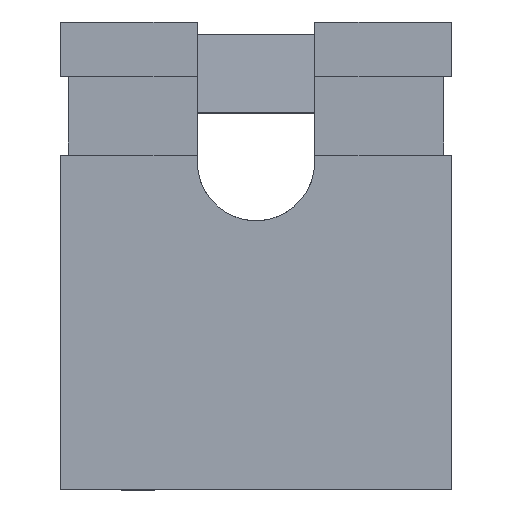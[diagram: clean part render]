
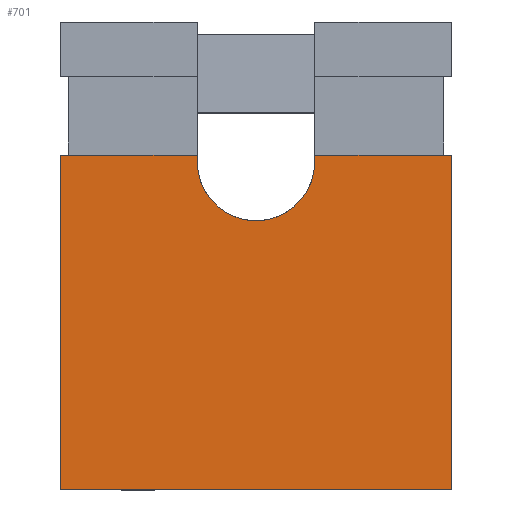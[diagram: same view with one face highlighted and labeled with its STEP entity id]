
A CAD part, front view. The second image highlights one B-rep face of the part: STEP entity #701.
In plain terms, the highlighted planar face has unit normal (0, -1, 0).
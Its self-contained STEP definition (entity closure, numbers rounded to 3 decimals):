
#701 = ADVANCED_FACE( '', ( #1373 ), #1374, .F. );
#1373 = FACE_OUTER_BOUND( '', #2033, .T. );
#1374 = PLANE( '', #2034 );
#2033 = EDGE_LOOP( '', ( #3955, #3956, #3957, #3958, #3959, #3960, #3961, #3962 ) );
#2034 = AXIS2_PLACEMENT_3D( '', #3963, #3964, #3965 );
#3955 = ORIENTED_EDGE( '', *, *, #4230, .F. );
#3956 = ORIENTED_EDGE( '', *, *, #4926, .F. );
#3957 = ORIENTED_EDGE( '', *, *, #4610, .F. );
#3958 = ORIENTED_EDGE( '', *, *, #4964, .F. );
#3959 = ORIENTED_EDGE( '', *, *, #4413, .F. );
#3960 = ORIENTED_EDGE( '', *, *, #4275, .F. );
#3961 = ORIENTED_EDGE( '', *, *, #4885, .F. );
#3962 = ORIENTED_EDGE( '', *, *, #4738, .F. );
#3963 = CARTESIAN_POINT( '', ( 0., -7.62, 0. ) );
#3964 = DIRECTION( '', ( 0., 1., 0. ) );
#3965 = DIRECTION( '', ( 0., 0., 1. ) );
#4230 = EDGE_CURVE( '', #5093, #5095, #5096, .T. );
#4275 = EDGE_CURVE( '', #5172, #5174, #5175, .T. );
#4413 = EDGE_CURVE( '', #5174, #5414, #5415, .T. );
#4610 = EDGE_CURVE( '', #5720, #5722, #5723, .T. );
#4738 = EDGE_CURVE( '', #5095, #5899, #5900, .T. );
#4885 = EDGE_CURVE( '', #5899, #5172, #6091, .T. );
#4926 = EDGE_CURVE( '', #5722, #5093, #6134, .T. );
#4964 = EDGE_CURVE( '', #5414, #5720, #6174, .T. );
#5093 = VERTEX_POINT( '', #6345 );
#5095 = VERTEX_POINT( '', #6348 );
#5096 = CIRCLE( '', #6349, 0.75 );
#5172 = VERTEX_POINT( '', #6460 );
#5174 = VERTEX_POINT( '', #6463 );
#5175 = LINE( '', #6464, #6465 );
#5414 = VERTEX_POINT( '', #6830 );
#5415 = LINE( '', #6831, #6832 );
#5720 = VERTEX_POINT( '', #7289 );
#5722 = VERTEX_POINT( '', #7292 );
#5723 = LINE( '', #7293, #7294 );
#5899 = VERTEX_POINT( '', #7550 );
#5900 = LINE( '', #7551, #7552 );
#6091 = LINE( '', #7843, #7844 );
#6134 = LINE( '', #7910, #7911 );
#6174 = LINE( '', #7968, #7969 );
#6345 = CARTESIAN_POINT( '', ( -0.75, -7.62, 1.2 ) );
#6348 = CARTESIAN_POINT( '', ( 0.75, -7.62, 1.2 ) );
#6349 = AXIS2_PLACEMENT_3D( '', #8056, #8057, #8058 );
#6460 = CARTESIAN_POINT( '', ( 2.5, -7.62, 1.29 ) );
#6463 = CARTESIAN_POINT( '', ( 2.5, -7.62, -2.99 ) );
#6464 = CARTESIAN_POINT( '', ( 2.5, -7.62, 2.99 ) );
#6465 = VECTOR( '', #8098, 1000. );
#6830 = CARTESIAN_POINT( '', ( -2.5, -7.62, -2.99 ) );
#6831 = CARTESIAN_POINT( '', ( 2.5, -7.62, -2.99 ) );
#6832 = VECTOR( '', #8250, 1000. );
#7289 = CARTESIAN_POINT( '', ( -2.5, -7.62, 1.29 ) );
#7292 = CARTESIAN_POINT( '', ( -0.75, -7.62, 1.29 ) );
#7293 = CARTESIAN_POINT( '', ( -2.5, -7.62, 1.29 ) );
#7294 = VECTOR( '', #8440, 1000. );
#7550 = CARTESIAN_POINT( '', ( 0.75, -7.62, 1.29 ) );
#7551 = CARTESIAN_POINT( '', ( 0.75, -7.62, 1.2 ) );
#7552 = VECTOR( '', #8569, 1000. );
#7843 = CARTESIAN_POINT( '', ( -2.5, -7.62, 1.29 ) );
#7844 = VECTOR( '', #8701, 1000. );
#7910 = CARTESIAN_POINT( '', ( -0.75, -7.62, 2.99 ) );
#7911 = VECTOR( '', #8731, 1000. );
#7968 = CARTESIAN_POINT( '', ( -2.5, -7.62, -2.99 ) );
#7969 = VECTOR( '', #8750, 1000. );
#8056 = CARTESIAN_POINT( '', ( 0., -7.62, 1.2 ) );
#8057 = DIRECTION( '', ( 0., -1., 0. ) );
#8058 = DIRECTION( '', ( -1., 0., 0. ) );
#8098 = DIRECTION( '', ( 0., 0., -1. ) );
#8250 = DIRECTION( '', ( -1., 0., 0. ) );
#8440 = DIRECTION( '', ( 1., 0., 0. ) );
#8569 = DIRECTION( '', ( 0., 0., 1. ) );
#8701 = DIRECTION( '', ( 1., 0., 0. ) );
#8731 = DIRECTION( '', ( 0., 0., -1. ) );
#8750 = DIRECTION( '', ( 0., 0., 1. ) );
